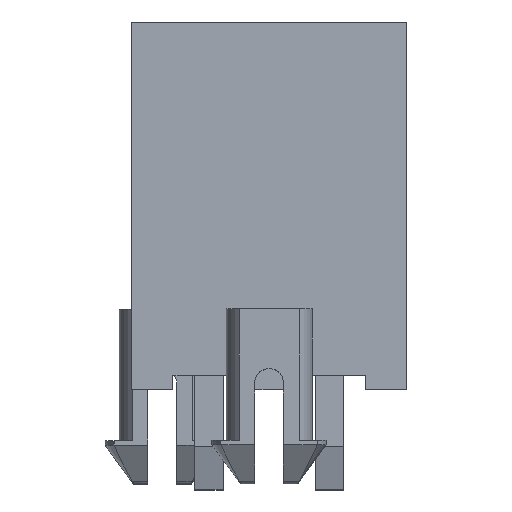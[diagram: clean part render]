
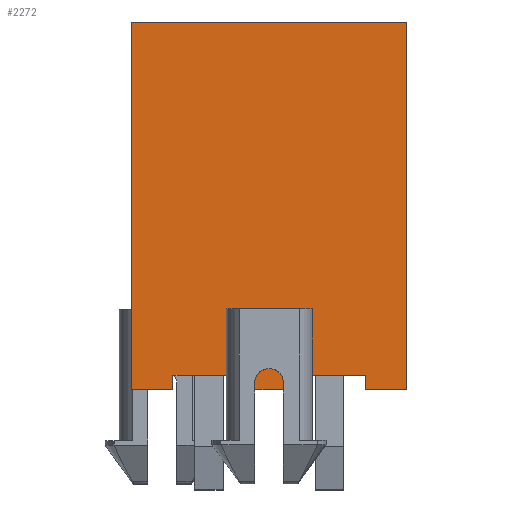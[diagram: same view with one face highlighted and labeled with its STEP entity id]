
A CAD part, top view. The second image highlights one B-rep face of the part: STEP entity #2272.
In plain terms, the highlighted planar face has unit normal (0, 0, 1).
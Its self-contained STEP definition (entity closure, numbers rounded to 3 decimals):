
#17=DIRECTION('',(0.,-1.,0.));
#18=VECTOR('',#17,12.8);
#19=CARTESIAN_POINT('',(-4.8,12.8,2.7));
#20=LINE('',#19,#18);
#105=DIRECTION('',(0.,-1.,0.));
#106=VECTOR('',#105,2.08);
#107=CARTESIAN_POINT('',(-1.25,2.8,2.7));
#108=LINE('',#107,#106);
#109=DIRECTION('',(0.,-1.,0.));
#110=VECTOR('',#109,2.08);
#111=CARTESIAN_POINT('',(1.25,2.8,2.7));
#112=LINE('',#111,#110);
#113=DIRECTION('',(1.,0.,0.));
#114=VECTOR('',#113,2.5);
#115=CARTESIAN_POINT('',(-1.25,2.8,2.7));
#116=LINE('',#115,#114);
#117=DIRECTION('',(0.,1.,0.));
#118=VECTOR('',#117,0.5);
#119=CARTESIAN_POINT('',(-3.35,0.,2.7));
#120=LINE('',#119,#118);
#121=DIRECTION('',(-1.,0.,0.));
#122=VECTOR('',#121,1.45);
#123=CARTESIAN_POINT('',(-3.35,0.,2.7));
#124=LINE('',#123,#122);
#125=DIRECTION('',(1.,0.,0.));
#126=VECTOR('',#125,9.6);
#127=CARTESIAN_POINT('',(-4.8,12.8,2.7));
#128=LINE('',#127,#126);
#129=DIRECTION('',(-1.,0.,0.));
#130=VECTOR('',#129,1.45);
#131=CARTESIAN_POINT('',(4.8,0.,2.7));
#132=LINE('',#131,#130);
#133=DIRECTION('',(0.,1.,0.));
#134=VECTOR('',#133,0.5);
#135=CARTESIAN_POINT('',(3.35,0.,2.7));
#136=LINE('',#135,#134);
#137=DIRECTION('',(-1.,0.,0.));
#138=VECTOR('',#137,2.5);
#139=CARTESIAN_POINT('',(3.35,0.5,2.7));
#140=LINE('',#139,#138);
#141=DIRECTION('',(0.,1.,0.));
#142=VECTOR('',#141,0.5);
#143=CARTESIAN_POINT('',(0.85,0.,2.7));
#144=LINE('',#143,#142);
#145=DIRECTION('',(-1.,0.,0.));
#146=VECTOR('',#145,1.7);
#147=CARTESIAN_POINT('',(0.85,0.,2.7));
#148=LINE('',#147,#146);
#149=DIRECTION('',(0.,1.,0.));
#150=VECTOR('',#149,0.5);
#151=CARTESIAN_POINT('',(-0.85,0.,2.7));
#152=LINE('',#151,#150);
#153=DIRECTION('',(-1.,0.,0.));
#154=VECTOR('',#153,2.5);
#155=CARTESIAN_POINT('',(-0.85,0.5,2.7));
#156=LINE('',#155,#154);
#179=DIRECTION('',(1.,0.,0.));
#180=VECTOR('',#179,2.5);
#181=CARTESIAN_POINT('',(-1.25,0.72,2.7));
#182=LINE('',#181,#180);
#1071=DIRECTION('',(0.,-1.,0.));
#1072=VECTOR('',#1071,12.8);
#1073=CARTESIAN_POINT('',(4.8,12.8,2.7));
#1074=LINE('',#1073,#1072);
#1601=CARTESIAN_POINT('',(-4.8,12.8,2.7));
#1602=VERTEX_POINT('',#1601);
#1603=CARTESIAN_POINT('',(-4.8,0.,2.7));
#1604=VERTEX_POINT('',#1603);
#1609=CARTESIAN_POINT('',(4.8,12.8,2.7));
#1610=VERTEX_POINT('',#1609);
#1611=CARTESIAN_POINT('',(4.8,0.,2.7));
#1612=VERTEX_POINT('',#1611);
#1697=CARTESIAN_POINT('',(0.85,0.,2.7));
#1699=VERTEX_POINT('',#1697);
#1701=CARTESIAN_POINT('',(3.35,0.,2.7));
#1703=VERTEX_POINT('',#1701);
#1713=CARTESIAN_POINT('',(0.85,0.5,2.7));
#1714=VERTEX_POINT('',#1713);
#1715=CARTESIAN_POINT('',(3.35,0.5,2.7));
#1716=VERTEX_POINT('',#1715);
#1751=CARTESIAN_POINT('',(-1.25,2.8,2.7));
#1752=VERTEX_POINT('',#1751);
#1753=CARTESIAN_POINT('',(-3.35,0.,2.7));
#1755=VERTEX_POINT('',#1753);
#1757=CARTESIAN_POINT('',(-0.85,0.,2.7));
#1759=VERTEX_POINT('',#1757);
#1769=CARTESIAN_POINT('',(-3.35,0.5,2.7));
#1770=VERTEX_POINT('',#1769);
#1771=CARTESIAN_POINT('',(-0.85,0.5,2.7));
#1772=VERTEX_POINT('',#1771);
#1783=CARTESIAN_POINT('',(1.25,2.8,2.7));
#1784=VERTEX_POINT('',#1783);
#1833=CARTESIAN_POINT('',(-1.25,0.72,2.7));
#1834=VERTEX_POINT('',#1833);
#1844=CARTESIAN_POINT('',(1.25,0.72,2.7));
#1846=VERTEX_POINT('',#1844);
#2236=CARTESIAN_POINT('',(-4.8,12.8,2.7));
#2237=DIRECTION('',(0.,0.,1.));
#2238=DIRECTION('',(0.,-1.,0.));
#2239=AXIS2_PLACEMENT_3D('',#2236,#2237,#2238);
#2240=PLANE('',#2239);
#2242=ORIENTED_EDGE('',*,*,#2241,.F.);
#2243=ORIENTED_EDGE('',*,*,#2186,.T.);
#2244=ORIENTED_EDGE('',*,*,#2066,.F.);
#2246=ORIENTED_EDGE('',*,*,#2245,.T.);
#2248=ORIENTED_EDGE('',*,*,#2247,.T.);
#2249=ORIENTED_EDGE('',*,*,#2153,.T.);
#2250=ORIENTED_EDGE('',*,*,#2142,.T.);
#2252=ORIENTED_EDGE('',*,*,#2251,.T.);
#2254=ORIENTED_EDGE('',*,*,#2253,.F.);
#2255=ORIENTED_EDGE('',*,*,#2198,.T.);
#2257=ORIENTED_EDGE('',*,*,#2256,.T.);
#2259=ORIENTED_EDGE('',*,*,#2258,.T.);
#2260=EDGE_LOOP('',(#2242,#2243,#2244,#2246,#2248,#2249,#2250,#2252,#2254,#2255,
#2257,#2259));
#2261=FACE_OUTER_BOUND('',#2260,.F.);
#2263=ORIENTED_EDGE('',*,*,#2262,.T.);
#2265=ORIENTED_EDGE('',*,*,#2264,.T.);
#2267=ORIENTED_EDGE('',*,*,#2266,.F.);
#2269=ORIENTED_EDGE('',*,*,#2268,.F.);
#2270=EDGE_LOOP('',(#2263,#2265,#2267,#2269));
#2271=FACE_BOUND('',#2270,.F.);
#2272=ADVANCED_FACE('',(#2261,#2271),#2240,.T.);
#2066=EDGE_CURVE('',#1602,#1604,#20,.T.);
#2142=EDGE_CURVE('',#1703,#1716,#136,.T.);
#2153=EDGE_CURVE('',#1612,#1703,#132,.T.);
#2186=EDGE_CURVE('',#1755,#1604,#124,.T.);
#2198=EDGE_CURVE('',#1699,#1759,#148,.T.);
#2241=EDGE_CURVE('',#1755,#1770,#120,.T.);
#2245=EDGE_CURVE('',#1602,#1610,#128,.T.);
#2247=EDGE_CURVE('',#1610,#1612,#1074,.T.);
#2251=EDGE_CURVE('',#1716,#1714,#140,.T.);
#2253=EDGE_CURVE('',#1699,#1714,#144,.T.);
#2256=EDGE_CURVE('',#1759,#1772,#152,.T.);
#2258=EDGE_CURVE('',#1772,#1770,#156,.T.);
#2262=EDGE_CURVE('',#1752,#1834,#108,.T.);
#2264=EDGE_CURVE('',#1834,#1846,#182,.T.);
#2266=EDGE_CURVE('',#1784,#1846,#112,.T.);
#2268=EDGE_CURVE('',#1752,#1784,#116,.T.);
